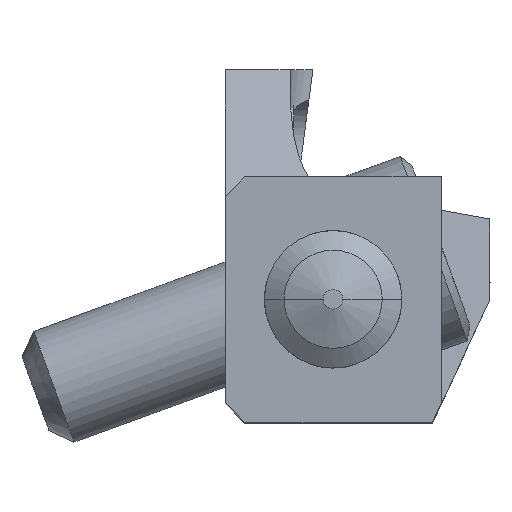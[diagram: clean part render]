
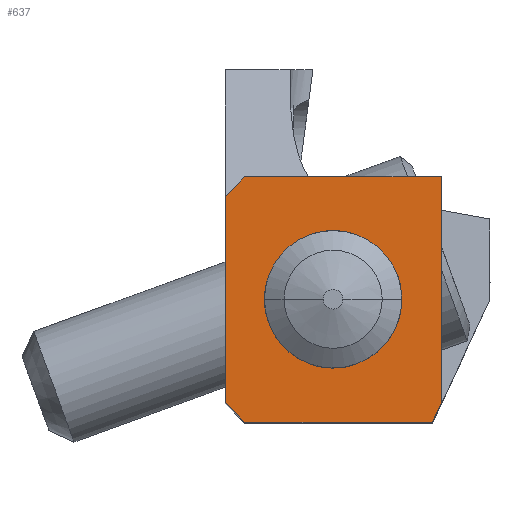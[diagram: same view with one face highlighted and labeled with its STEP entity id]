
A CAD part, top view. The second image highlights one B-rep face of the part: STEP entity #637.
In plain terms, the highlighted planar face has unit normal (0, 0, 1).
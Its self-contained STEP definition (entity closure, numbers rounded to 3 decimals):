
#237=CIRCLE('',#4408,1.65);
#238=CIRCLE('',#4409,1.65);
#637=ADVANCED_FACE('',(#1017,#1018),#868,.T.);
#868=PLANE('',#4410);
#1017=FACE_BOUND('',#1041,.T.);
#1018=FACE_BOUND('',#1042,.T.);
#1041=EDGE_LOOP('',(#1297,#1298,#1299,#1300,#1301,#1302,#1303));
#1042=EDGE_LOOP('',(#1304,#1305));
#1297=ORIENTED_EDGE('',*,*,#2932,.T.);
#1298=ORIENTED_EDGE('',*,*,#2931,.F.);
#1299=ORIENTED_EDGE('',*,*,#2921,.F.);
#1300=ORIENTED_EDGE('',*,*,#2933,.F.);
#1301=ORIENTED_EDGE('',*,*,#2934,.T.);
#1302=ORIENTED_EDGE('',*,*,#2935,.T.);
#1303=ORIENTED_EDGE('',*,*,#2936,.F.);
#1304=ORIENTED_EDGE('',*,*,#2937,.F.);
#1305=ORIENTED_EDGE('',*,*,#2938,.F.);
#2523=VERTEX_POINT('',#6183);
#2524=VERTEX_POINT('',#6185);
#2531=VERTEX_POINT('',#6201);
#2533=VERTEX_POINT('',#6207);
#2534=VERTEX_POINT('',#6209);
#2535=VERTEX_POINT('',#6211);
#2536=VERTEX_POINT('',#6213);
#2537=VERTEX_POINT('',#6216);
#2538=VERTEX_POINT('',#6217);
#2921=EDGE_CURVE('',#2523,#2524,#3540,.T.);
#2931=EDGE_CURVE('',#2524,#2531,#3546,.T.);
#2932=EDGE_CURVE('',#2533,#2531,#3547,.T.);
#2933=EDGE_CURVE('',#2534,#2523,#3548,.T.);
#2934=EDGE_CURVE('',#2534,#2535,#3549,.T.);
#2935=EDGE_CURVE('',#2535,#2536,#3550,.T.);
#2936=EDGE_CURVE('',#2533,#2536,#3551,.T.);
#2937=EDGE_CURVE('',#2537,#2538,#237,.T.);
#2938=EDGE_CURVE('',#2538,#2537,#238,.T.);
#3540=LINE('',#6184,#3900);
#3546=LINE('',#6204,#3906);
#3547=LINE('',#6206,#3907);
#3548=LINE('',#6208,#3908);
#3549=LINE('',#6210,#3909);
#3550=LINE('',#6212,#3910);
#3551=LINE('',#6214,#3911);
#3900=VECTOR('',#4903,1.);
#3906=VECTOR('',#4919,1.);
#3907=VECTOR('',#4922,1.);
#3908=VECTOR('',#4923,1.);
#3909=VECTOR('',#4924,1.);
#3910=VECTOR('',#4925,1.);
#3911=VECTOR('',#4926,1.);
#4408=AXIS2_PLACEMENT_3D('',#6215,#4927,#4928);
#4409=AXIS2_PLACEMENT_3D('',#6218,#4929,#4930);
#4410=AXIS2_PLACEMENT_3D('',#6219,#4931,#4932);
#4903=DIRECTION('',(-1.,0.,0.));
#4919=DIRECTION('',(-0.707,0.707,0.));
#4922=DIRECTION('',(0.,-1.,0.));
#4923=DIRECTION('',(-0.423,-0.906,0.));
#4924=DIRECTION('',(0.,1.,0.));
#4925=DIRECTION('',(-1.,0.,0.));
#4926=DIRECTION('',(0.707,0.707,0.));
#4927=DIRECTION('',(0.,0.,1.));
#4928=DIRECTION('',(1.,0.,0.));
#4929=DIRECTION('',(0.,0.,1.));
#4930=DIRECTION('',(-1.,0.,0.));
#4931=DIRECTION('',(0.,0.,1.));
#4932=DIRECTION('',(1.,0.,0.));
#6183=CARTESIAN_POINT('',(-0.443,0.,0.));
#6184=CARTESIAN_POINT('',(-0.443,0.,0.));
#6185=CARTESIAN_POINT('',(-10.,0.,0.));
#6201=CARTESIAN_POINT('',(-11.,1.,0.));
#6204=CARTESIAN_POINT('',(-10.,0.,0.));
#6206=CARTESIAN_POINT('',(-11.,11.5,0.));
#6207=CARTESIAN_POINT('',(-11.,11.5,0.));
#6208=CARTESIAN_POINT('',(0.,0.95,0.));
#6209=CARTESIAN_POINT('',(0.,0.95,0.));
#6210=CARTESIAN_POINT('',(0.,0.95,0.));
#6211=CARTESIAN_POINT('',(0.,12.5,0.));
#6212=CARTESIAN_POINT('',(0.,12.5,0.));
#6213=CARTESIAN_POINT('',(-10.,12.5,0.));
#6214=CARTESIAN_POINT('',(-11.,11.5,0.));
#6215=CARTESIAN_POINT('',(-5.5,6.25,0.));
#6216=CARTESIAN_POINT('',(-3.85,6.25,0.));
#6217=CARTESIAN_POINT('',(-7.15,6.25,0.));
#6218=CARTESIAN_POINT('',(-5.5,6.25,0.));
#6219=CARTESIAN_POINT('',(-5.5,6.25,0.));
